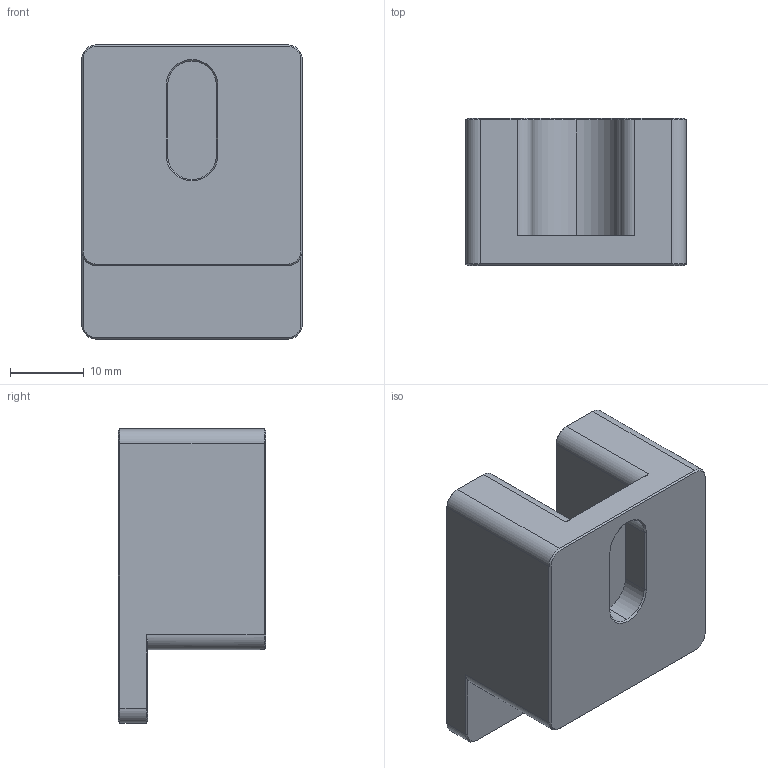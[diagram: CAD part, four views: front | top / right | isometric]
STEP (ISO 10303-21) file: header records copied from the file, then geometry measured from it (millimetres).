
FILE_DESCRIPTION (( 'STEP AP203' ), '1' );
FILE_NAME ('热床压紧块.STEP', '2025-01-04T10:14:37', ( 'Leo' ), ( '' ), 'SwSTEP 2.0', 'SolidWorks 2022', '' );
FILE_SCHEMA (( 'CONFIG_CONTROL_DESIGN' ));
Length unit declared in the file: millimetre
Products named in the file (1): 热床压紧块
Bounding box: 30 x 20 x 40 mm (x, y, z)
Volume: 14943.2 mm3; surface area: 5473.1 mm2
Topology: 1 solids, 1 shells, 60 faces, 140 edges, 83 vertices
Faces by surface type: plane 30, cone 16, cylinder 14
Entity records: 1757 total; most frequent: DIRECTION 304, CARTESIAN_POINT 290, ORIENTED_EDGE 280, EDGE_CURVE 140, AXIS2_PLACEMENT_3D 105, VECTOR 94, LINE 94, VERTEX_POINT 83
